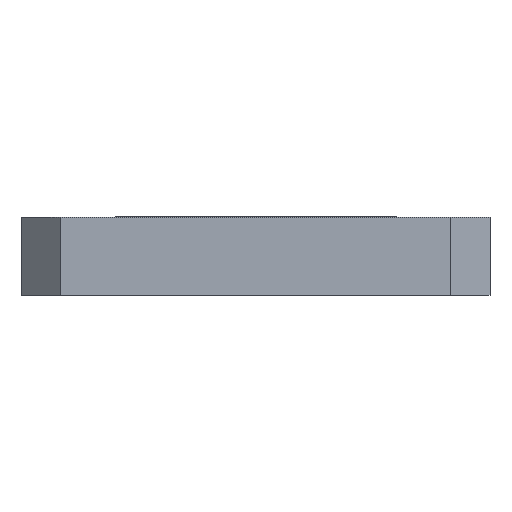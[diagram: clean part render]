
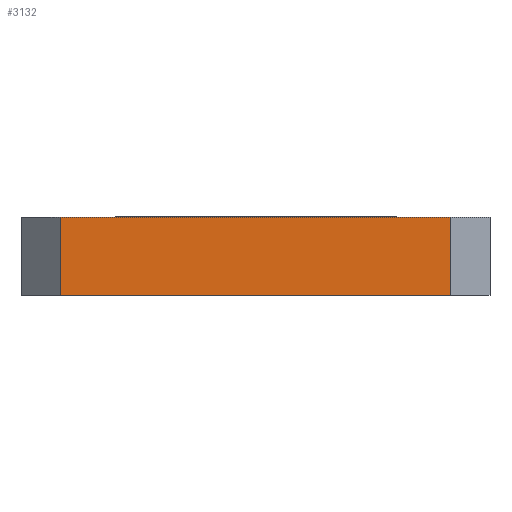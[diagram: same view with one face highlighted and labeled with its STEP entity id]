
A CAD part, front view. The second image highlights one B-rep face of the part: STEP entity #3132.
In plain terms, the highlighted planar face has unit normal (0, -1, 0).
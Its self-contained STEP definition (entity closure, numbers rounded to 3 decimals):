
#3124=AXIS2_PLACEMENT_3D('Plane Axis2P3D',#3121,#3122,#3123) ;
#1299=CARTESIAN_POINT('Vertex',(44.,0.,0.)) ;
#1302=CARTESIAN_POINT('Line Origine',(24.,0.,0.)) ;
#1306=CARTESIAN_POINT('Vertex',(4.,0.,0.)) ;
#1565=CARTESIAN_POINT('Line Origine',(4.,0.,4.)) ;
#1569=CARTESIAN_POINT('Vertex',(4.,0.,8.)) ;
#1589=CARTESIAN_POINT('Line Origine',(24.,0.,8.)) ;
#1593=CARTESIAN_POINT('Vertex',(44.,0.,8.)) ;
#2327=CARTESIAN_POINT('Line Origine',(44.,0.,4.)) ;
#3121=CARTESIAN_POINT('Axis2P3D Location',(4.,0.,8.)) ;
#1303=DIRECTION('Vector Direction',(1.,0.,0.)) ;
#1566=DIRECTION('Vector Direction',(0.,0.,-1.)) ;
#1590=DIRECTION('Vector Direction',(1.,0.,0.)) ;
#2328=DIRECTION('Vector Direction',(0.,0.,-1.)) ;
#3122=DIRECTION('Axis2P3D Direction',(0.,1.,0.)) ;
#3123=DIRECTION('Axis2P3D XDirection',(0.,-0.,1.)) ;
#1304=VECTOR('Line Direction',#1303,1.) ;
#1567=VECTOR('Line Direction',#1566,1.) ;
#1591=VECTOR('Line Direction',#1590,1.) ;
#2329=VECTOR('Line Direction',#2328,1.) ;
#3127=ORIENTED_EDGE('',*,*,#1308,.T.) ;
#3128=ORIENTED_EDGE('',*,*,#2331,.F.) ;
#3129=ORIENTED_EDGE('',*,*,#1595,.F.) ;
#3130=ORIENTED_EDGE('',*,*,#1571,.T.) ;
#3132=ADVANCED_FACE('V1',(#3131),#3125,.F.) ;
#1308=EDGE_CURVE('',#1307,#1300,#1305,.T.) ;
#1571=EDGE_CURVE('',#1570,#1307,#1568,.T.) ;
#1595=EDGE_CURVE('',#1570,#1594,#1592,.T.) ;
#2331=EDGE_CURVE('',#1594,#1300,#2330,.T.) ;
#3126=EDGE_LOOP('',(#3127,#3128,#3129,#3130)) ;
#3131=FACE_OUTER_BOUND('',#3126,.T.) ;
#1305=LINE('Line',#1302,#1304) ;
#1568=LINE('Line',#1565,#1567) ;
#1592=LINE('Line',#1589,#1591) ;
#2330=LINE('Line',#2327,#2329) ;
#3125=PLANE('',#3124) ;
#1300=VERTEX_POINT('',#1299) ;
#1307=VERTEX_POINT('',#1306) ;
#1570=VERTEX_POINT('',#1569) ;
#1594=VERTEX_POINT('',#1593) ;
